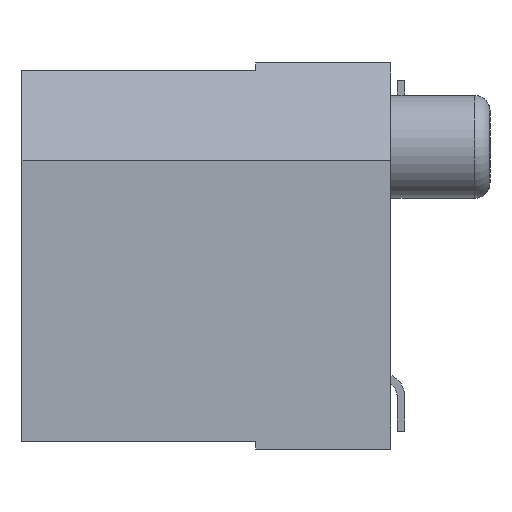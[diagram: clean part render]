
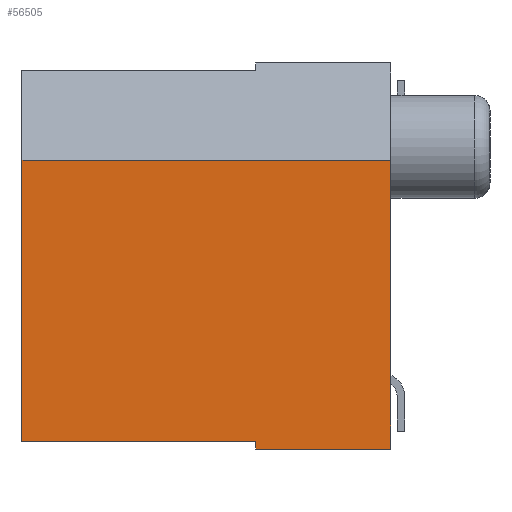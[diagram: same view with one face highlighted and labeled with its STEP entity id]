
A CAD part, left-side view. The second image highlights one B-rep face of the part: STEP entity #56505.
In plain terms, the highlighted planar face has unit normal (-1, 0, 0).
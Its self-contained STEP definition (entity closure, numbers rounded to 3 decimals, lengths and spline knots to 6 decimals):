
#5690=ORIENTED_EDGE('',*,*,#17576,.T.);
#5691=ORIENTED_EDGE('',*,*,#17579,.T.);
#5692=ORIENTED_EDGE('',*,*,#20517,.T.);
#5693=ORIENTED_EDGE('',*,*,#20518,.T.);
#5694=ORIENTED_EDGE('',*,*,#20519,.F.);
#5695=ORIENTED_EDGE('',*,*,#20520,.F.);
#17576=EDGE_CURVE('',#25959,#25958,#31552,.T.);
#17579=EDGE_CURVE('',#25958,#25961,#31555,.T.);
#20517=EDGE_CURVE('',#25961,#27927,#34492,.T.);
#20518=EDGE_CURVE('',#27927,#27928,#34493,.T.);
#20519=EDGE_CURVE('',#27929,#27928,#34494,.T.);
#20520=EDGE_CURVE('',#25959,#27929,#34495,.T.);
#25958=VERTEX_POINT('',#76225);
#25959=VERTEX_POINT('',#76227);
#25961=VERTEX_POINT('',#76232);
#27927=VERTEX_POINT('',#82114);
#27928=VERTEX_POINT('',#82116);
#27929=VERTEX_POINT('',#82118);
#31552=LINE('',#76226,#39452);
#31555=LINE('',#76233,#39455);
#34492=LINE('',#82113,#42392);
#34493=LINE('',#82115,#42393);
#34494=LINE('',#82117,#42394);
#34495=LINE('',#82119,#42395);
#39452=VECTOR('',#61726,1.);
#39455=VECTOR('',#61731,1.);
#42392=VECTOR('',#66624,1.);
#42393=VECTOR('',#66625,1.);
#42394=VECTOR('',#66626,1.);
#42395=VECTOR('',#66627,1.);
#48324=EDGE_LOOP('',(#5690,#5691,#5692,#5693,#5694,#5695));
#51136=FACE_BOUND('',#48324,.T.);
#53938=PLANE('',#59350);
#56505=ADVANCED_FACE('',(#51136),#53938,.F.);
#59350=AXIS2_PLACEMENT_3D('',#82112,#66622,#66623);
#61726=DIRECTION('',(0.,-1.,0.));
#61731=DIRECTION('',(0.,0.,-1.));
#66622=DIRECTION('',(1.,0.,0.));
#66623=DIRECTION('',(0.,0.,-1.));
#66624=DIRECTION('',(0.,-1.,0.));
#66625=DIRECTION('',(0.,0.,1.));
#66626=DIRECTION('',(0.,-1.,0.));
#66627=DIRECTION('',(0.,0.,1.));
#76225=CARTESIAN_POINT('',(-0.0184,0.00173,-0.002375));
#76226=CARTESIAN_POINT('',(-0.0184,0.00646,-0.002375));
#76227=CARTESIAN_POINT('',(-0.0184,0.00473,-0.002375));
#76232=CARTESIAN_POINT('',(-0.0184,0.00173,-0.002475));
#76233=CARTESIAN_POINT('',(-0.0184,0.00173,-0.002475));
#82112=CARTESIAN_POINT('',(-0.0184,0.00473,-0.002475));
#82113=CARTESIAN_POINT('',(-0.0184,0.00473,-0.002475));
#82114=CARTESIAN_POINT('',(-0.0184,0.,-0.002475));
#82115=CARTESIAN_POINT('',(-0.0184,0.,-0.002475));
#82116=CARTESIAN_POINT('',(-0.0184,0.,0.001225));
#82117=CARTESIAN_POINT('',(-0.0184,0.00473,0.001225));
#82118=CARTESIAN_POINT('',(-0.0184,0.00473,0.001225));
#82119=CARTESIAN_POINT('',(-0.0184,0.00473,-0.002475));
